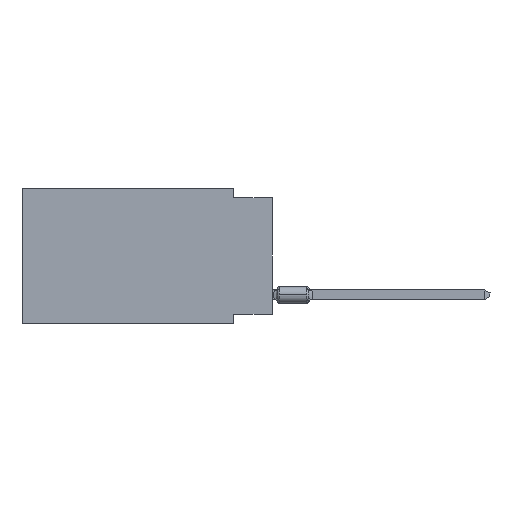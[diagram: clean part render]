
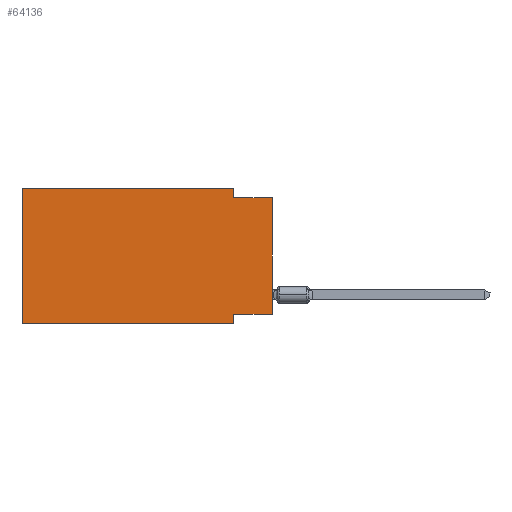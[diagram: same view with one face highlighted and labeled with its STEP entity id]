
A CAD part, left-side view. The second image highlights one B-rep face of the part: STEP entity #64136.
In plain terms, the highlighted planar face has unit normal (-1, 0, 0).
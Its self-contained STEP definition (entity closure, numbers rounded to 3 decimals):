
#1428 = LINE ( 'NONE', #111827, #33967 ) ;
#2889 = ORIENTED_EDGE ( 'NONE', *, *, #101538, .F. ) ;
#5648 = EDGE_CURVE ( 'NONE', #114440, #112515, #39210, .T. ) ;
#7754 = VECTOR ( 'NONE', #74312, 1000. ) ;
#7807 = CARTESIAN_POINT ( 'NONE',  ( 0., 2.54, -8.255 ) ) ;
#8721 = CARTESIAN_POINT ( 'NONE',  ( 0., 16.383, 0. ) ) ;
#11301 = CARTESIAN_POINT ( 'NONE',  ( 0., 2.54, -8.89 ) ) ;
#14373 = VERTEX_POINT ( 'NONE', #71666 ) ;
#15662 = CARTESIAN_POINT ( 'NONE',  ( 0., 0., -0.635 ) ) ;
#16779 = DIRECTION ( 'NONE',  ( 0., 0., -1. ) ) ;
#16835 = LINE ( 'NONE', #15662, #82797 ) ;
#18687 = DIRECTION ( 'NONE',  ( 0., -1., 0. ) ) ;
#19395 = ORIENTED_EDGE ( 'NONE', *, *, #41544, .T. ) ;
#20702 = CARTESIAN_POINT ( 'NONE',  ( 0., 16.383, -8.89 ) ) ;
#21645 = ORIENTED_EDGE ( 'NONE', *, *, #5648, .F. ) ;
#27296 = LINE ( 'NONE', #38131, #7754 ) ;
#28569 = VECTOR ( 'NONE', #18687, 1000. ) ;
#33967 = VECTOR ( 'NONE', #65964, 1000. ) ;
#34307 = CARTESIAN_POINT ( 'NONE',  ( 0., 16.383, 0. ) ) ;
#34585 = EDGE_CURVE ( 'NONE', #112515, #14373, #63213, .T. ) ;
#38131 = CARTESIAN_POINT ( 'NONE',  ( 0., 0., -8.255 ) ) ;
#38217 = LINE ( 'NONE', #20702, #52526 ) ;
#38913 = CARTESIAN_POINT ( 'NONE',  ( 0., 2.54, -8.89 ) ) ;
#39210 = LINE ( 'NONE', #92874, #28569 ) ;
#41544 = EDGE_CURVE ( 'NONE', #51092, #91379, #1428, .T. ) ;
#44906 = ORIENTED_EDGE ( 'NONE', *, *, #66190, .F. ) ;
#44980 = VERTEX_POINT ( 'NONE', #7807 ) ;
#47166 = ORIENTED_EDGE ( 'NONE', *, *, #90098, .F. ) ;
#47516 = LINE ( 'NONE', #11301, #68097 ) ;
#48125 = DIRECTION ( 'NONE',  ( 0., 0., -1. ) ) ;
#51092 = VERTEX_POINT ( 'NONE', #103813 ) ;
#51213 = LINE ( 'NONE', #34307, #55801 ) ;
#52526 = VECTOR ( 'NONE', #52626, 1000. ) ;
#52626 = DIRECTION ( 'NONE',  ( 0., -1., 0. ) ) ;
#55577 = CARTESIAN_POINT ( 'NONE',  ( 0., 16.383, -8.89 ) ) ;
#55801 = VECTOR ( 'NONE', #69897, 1000. ) ;
#60383 = VERTEX_POINT ( 'NONE', #55577 ) ;
#62095 = DIRECTION ( 'NONE',  ( 0., -1., 0. ) ) ;
#62665 = ORIENTED_EDGE ( 'NONE', *, *, #34585, .F. ) ;
#63213 = LINE ( 'NONE', #89785, #111223 ) ;
#63952 = AXIS2_PLACEMENT_3D ( 'NONE', #66827, #94575, #96381 ) ;
#64087 = EDGE_LOOP ( 'NONE', ( #19395, #2889, #62665, #21645, #47166, #66509, #44906, #73632 ) ) ;
#64136 = ADVANCED_FACE ( 'NONE', ( #103044 ), #67438, .F. ) ;
#64997 = EDGE_CURVE ( 'NONE', #60383, #97795, #38217, .T. ) ;
#65964 = DIRECTION ( 'NONE',  ( 0., 0., 1. ) ) ;
#66190 = EDGE_CURVE ( 'NONE', #44980, #97795, #47516, .T. ) ;
#66509 = ORIENTED_EDGE ( 'NONE', *, *, #64997, .T. ) ;
#66827 = CARTESIAN_POINT ( 'NONE',  ( 0., 16.383, 0. ) ) ;
#67438 = PLANE ( 'NONE',  #63952 ) ;
#68097 = VECTOR ( 'NONE', #48125, 1000. ) ;
#69897 = DIRECTION ( 'NONE',  ( 0., 0., 1. ) ) ;
#71666 = CARTESIAN_POINT ( 'NONE',  ( 0., 2.54, -0.635 ) ) ;
#73632 = ORIENTED_EDGE ( 'NONE', *, *, #106221, .F. ) ;
#74312 = DIRECTION ( 'NONE',  ( 0., 1., 0. ) ) ;
#82393 = CARTESIAN_POINT ( 'NONE',  ( 0., 2.54, 0. ) ) ;
#82797 = VECTOR ( 'NONE', #62095, 1000. ) ;
#87588 = CARTESIAN_POINT ( 'NONE',  ( 0., 0., -0.635 ) ) ;
#89785 = CARTESIAN_POINT ( 'NONE',  ( 0., 2.54, 0. ) ) ;
#90098 = EDGE_CURVE ( 'NONE', #60383, #114440, #51213, .T. ) ;
#91379 = VERTEX_POINT ( 'NONE', #87588 ) ;
#92874 = CARTESIAN_POINT ( 'NONE',  ( 0., 16.383, 0. ) ) ;
#94575 = DIRECTION ( 'NONE',  ( 1., 0., 0. ) ) ;
#96381 = DIRECTION ( 'NONE',  ( 0., 0., -1. ) ) ;
#97795 = VERTEX_POINT ( 'NONE', #38913 ) ;
#101538 = EDGE_CURVE ( 'NONE', #14373, #91379, #16835, .T. ) ;
#103044 = FACE_OUTER_BOUND ( 'NONE', #64087, .T. ) ;
#103813 = CARTESIAN_POINT ( 'NONE',  ( 0., 0., -8.255 ) ) ;
#106221 = EDGE_CURVE ( 'NONE', #51092, #44980, #27296, .T. ) ;
#111223 = VECTOR ( 'NONE', #16779, 1000. ) ;
#111827 = CARTESIAN_POINT ( 'NONE',  ( 0., 0., 0. ) ) ;
#112515 = VERTEX_POINT ( 'NONE', #82393 ) ;
#114440 = VERTEX_POINT ( 'NONE', #8721 ) ;
